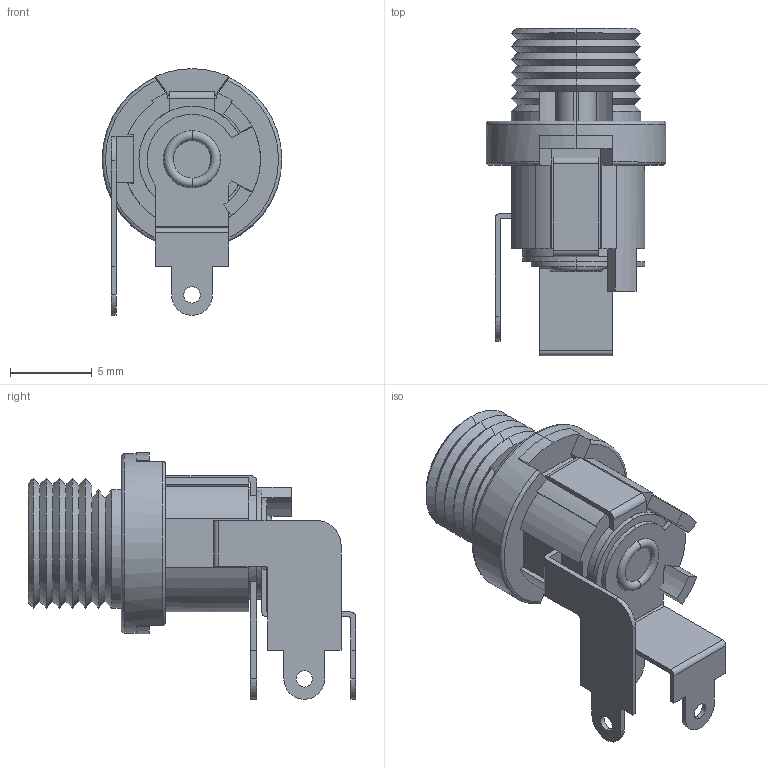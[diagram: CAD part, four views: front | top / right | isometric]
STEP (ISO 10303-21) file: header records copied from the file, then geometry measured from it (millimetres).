
FILE_DESCRIPTION (( 'STEP AP214' ), '1' );
FILE_NAME ('CUI_DEVICES_PJ-067B.step', '2019-10-20T23:31:59', ( '' ), ( '' ), 'SwSTEP 2.0', 'SolidWorks 2019', '' );
FILE_SCHEMA (( 'AUTOMOTIVE_DESIGN' ));
Length unit declared in the file: inch
Products named in the file (1): CUI_DEVICES_PJ-067B
Bounding box: 11 x 20.05 x 15.1 mm (x, y, z)
Volume: 644.6 mm3; surface area: 1414.8 mm2
Topology: 5 solids, 5 shells, 167 faces, 435 edges, 280 vertices
Faces by surface type: plane 86, cylinder 48, cone 25, torus 6, sphere 2
Entity records: 7060 total; most frequent: DIRECTION 927, CARTESIAN_POINT 921, ORIENTED_EDGE 870, EDGE_CURVE 435, AXIS2_PLACEMENT_3D 334, VERTEX_POINT 280, VECTOR 259, LINE 259
